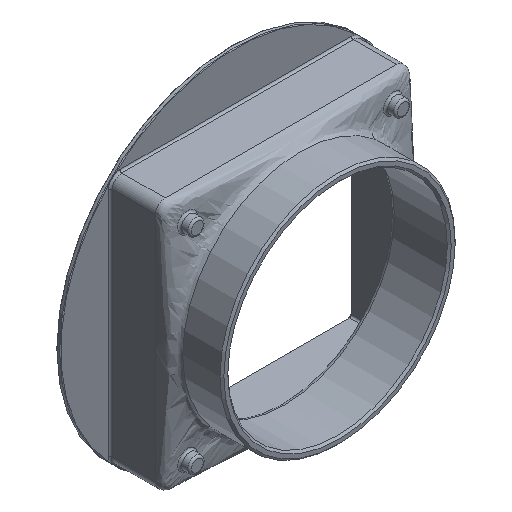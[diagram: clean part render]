
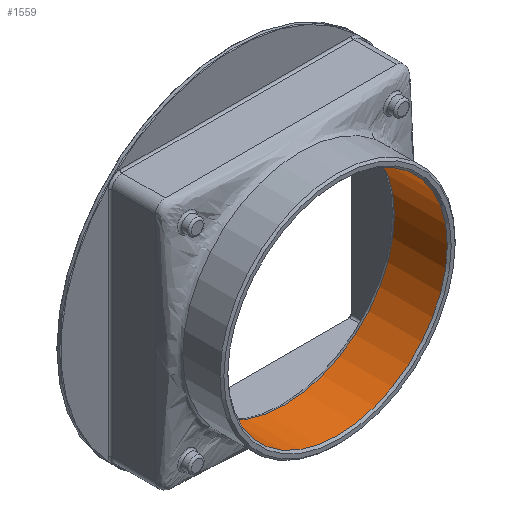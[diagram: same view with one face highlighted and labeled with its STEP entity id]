
A CAD part, isometric view. The second image highlights one B-rep face of the part: STEP entity #1559.
In plain terms, the highlighted cylindrical face has radius 56 mm (diameter 112 mm), a full revolution.
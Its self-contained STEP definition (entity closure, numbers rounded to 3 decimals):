
#177=LINE('',#3939,#253);
#253=VECTOR('',#2228,56.);
#300=CYLINDRICAL_SURFACE('',#1767,56.);
#387=FACE_OUTER_BOUND('',#506,.T.);
#506=EDGE_LOOP('',(#1386,#1387,#1388,#1389,#1390));
#634=CIRCLE('',#1764,56.);
#636=CIRCLE('',#1768,56.);
#637=CIRCLE('',#1769,56.);
#779=VERTEX_POINT('',#3931);
#781=VERTEX_POINT('',#3938);
#782=VERTEX_POINT('',#3940);
#987=EDGE_CURVE('',#779,#779,#634,.T.);
#989=EDGE_CURVE('',#779,#781,#177,.T.);
#990=EDGE_CURVE('',#782,#781,#636,.T.);
#991=EDGE_CURVE('',#781,#782,#637,.T.);
#1386=ORIENTED_EDGE('',*,*,#987,.F.);
#1387=ORIENTED_EDGE('',*,*,#989,.T.);
#1388=ORIENTED_EDGE('',*,*,#990,.F.);
#1389=ORIENTED_EDGE('',*,*,#991,.F.);
#1390=ORIENTED_EDGE('',*,*,#989,.F.);
#1559=ADVANCED_FACE('',(#387),#300,.F.);
#1764=AXIS2_PLACEMENT_3D('',#3933,#2220,#2221);
#1767=AXIS2_PLACEMENT_3D('',#3937,#2226,#2227);
#1768=AXIS2_PLACEMENT_3D('',#3941,#2229,#2230);
#1769=AXIS2_PLACEMENT_3D('',#3942,#2231,#2232);
#2220=DIRECTION('center_axis',(0.,1.,0.));
#2221=DIRECTION('ref_axis',(1.,0.,0.));
#2226=DIRECTION('center_axis',(0.,1.,0.));
#2227=DIRECTION('ref_axis',(1.,0.,0.));
#2228=DIRECTION('',(0.,1.,0.));
#2229=DIRECTION('center_axis',(0.,-1.,0.));
#2230=DIRECTION('ref_axis',(1.,0.,0.));
#2231=DIRECTION('center_axis',(0.,-1.,0.));
#2232=DIRECTION('ref_axis',(1.,0.,0.));
#3931=CARTESIAN_POINT('',(-56.,-19.,0.));
#3933=CARTESIAN_POINT('Origin',(0.,-19.,0.));
#3937=CARTESIAN_POINT('Origin',(0.,0.,0.));
#3938=CARTESIAN_POINT('',(-56.,8.,0.));
#3939=CARTESIAN_POINT('',(-56.,0.,0.));
#3940=CARTESIAN_POINT('',(0.,8.,-56.));
#3941=CARTESIAN_POINT('Origin',(0.,8.,0.));
#3942=CARTESIAN_POINT('Origin',(0.,8.,0.));
